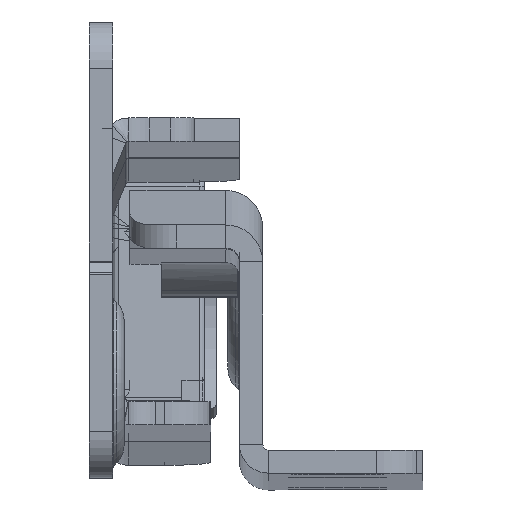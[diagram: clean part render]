
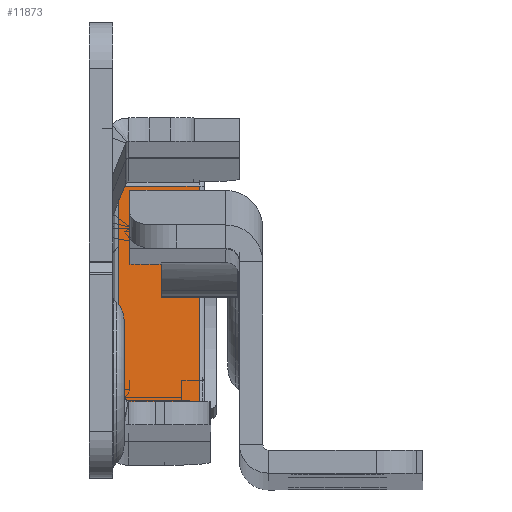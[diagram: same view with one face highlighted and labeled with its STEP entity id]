
A CAD part, top view. The second image highlights one B-rep face of the part: STEP entity #11873.
In plain terms, the highlighted face is planar.
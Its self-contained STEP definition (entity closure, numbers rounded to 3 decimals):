
#116 = EDGE_CURVE ( 'NONE', #12735, #2677, #3689, .T. ) ;
#121 = DIRECTION ( 'NONE',  ( 0., 0., -1. ) ) ;
#266 = ORIENTED_EDGE ( 'NONE', *, *, #8988, .T. ) ;
#563 = EDGE_CURVE ( 'NONE', #2677, #9687, #9836, .T. ) ;
#679 = CARTESIAN_POINT ( 'NONE',  ( 0., -11., 0.5 ) ) ;
#845 = CARTESIAN_POINT ( 'NONE',  ( 0., 11., 8. ) ) ;
#1388 = VECTOR ( 'NONE', #10718, 1000. ) ;
#1724 = DIRECTION ( 'NONE',  ( -1., 0., 0. ) ) ;
#1856 = VECTOR ( 'NONE', #3624, 1000. ) ;
#2442 = AXIS2_PLACEMENT_3D ( 'NONE', #5550, #1724, #9473 ) ;
#2523 = ORIENTED_EDGE ( 'NONE', *, *, #563, .T. ) ;
#2677 = VERTEX_POINT ( 'NONE', #7112 ) ;
#3624 = DIRECTION ( 'NONE',  ( 0., 1., 0. ) ) ;
#3689 = LINE ( 'NONE', #11879, #1856 ) ;
#5550 = CARTESIAN_POINT ( 'NONE',  ( 0., -11., 8. ) ) ;
#5692 = EDGE_LOOP ( 'NONE', ( #2523, #266, #11371, #12834 ) ) ;
#5955 = CARTESIAN_POINT ( 'NONE',  ( 0., -11., 0.5 ) ) ;
#6260 = EDGE_CURVE ( 'NONE', #12735, #8756, #12870, .T. ) ;
#7004 = VECTOR ( 'NONE', #9004, 1000. ) ;
#7112 = CARTESIAN_POINT ( 'NONE',  ( 0., 11., 7.5 ) ) ;
#8756 = VERTEX_POINT ( 'NONE', #5955 ) ;
#8988 = EDGE_CURVE ( 'NONE', #9687, #8756, #9669, .T. ) ;
#9004 = DIRECTION ( 'NONE',  ( 0., 0., -1. ) ) ;
#9473 = DIRECTION ( 'NONE',  ( 0., 0., 1. ) ) ;
#9669 = LINE ( 'NONE', #679, #1388 ) ;
#9687 = VERTEX_POINT ( 'NONE', #11743 ) ;
#9836 = LINE ( 'NONE', #845, #10229 ) ;
#10229 = VECTOR ( 'NONE', #121, 1000. ) ;
#10483 = CARTESIAN_POINT ( 'NONE',  ( 0., -11., 7.5 ) ) ;
#10647 = FACE_OUTER_BOUND ( 'NONE', #5692, .T. ) ;
#10718 = DIRECTION ( 'NONE',  ( 0., -1., 0. ) ) ;
#11371 = ORIENTED_EDGE ( 'NONE', *, *, #6260, .F. ) ;
#11743 = CARTESIAN_POINT ( 'NONE',  ( 0., 11., 0.5 ) ) ;
#11873 = ADVANCED_FACE ( 'NONE', ( #10647 ), #12743, .T. ) ;
#11879 = CARTESIAN_POINT ( 'NONE',  ( 0., -11., 7.5 ) ) ;
#12735 = VERTEX_POINT ( 'NONE', #10483 ) ;
#12743 = PLANE ( 'NONE',  #2442 ) ;
#12800 = CARTESIAN_POINT ( 'NONE',  ( 0., -11., 8. ) ) ;
#12834 = ORIENTED_EDGE ( 'NONE', *, *, #116, .T. ) ;
#12870 = LINE ( 'NONE', #12800, #7004 ) ;
